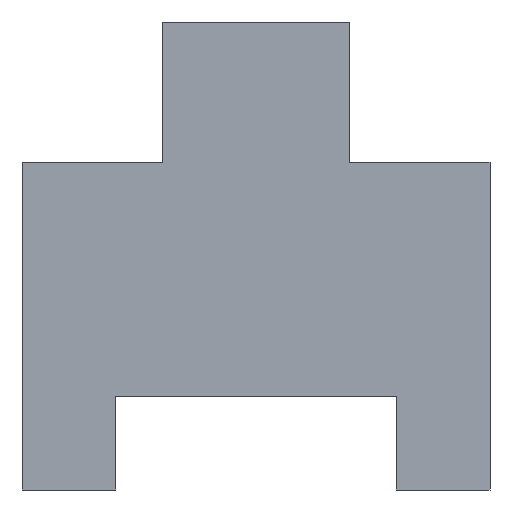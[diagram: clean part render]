
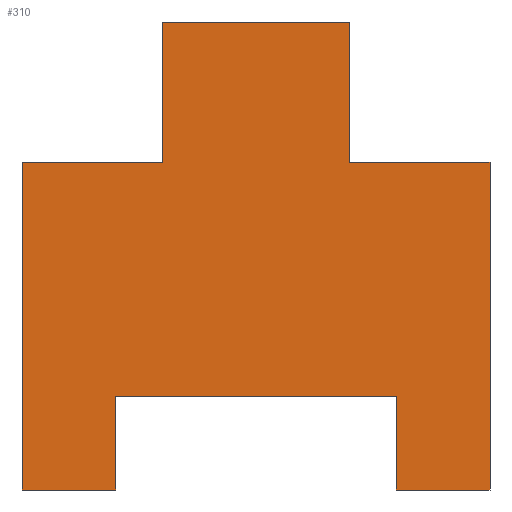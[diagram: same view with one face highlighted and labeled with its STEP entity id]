
A CAD part, front view. The second image highlights one B-rep face of the part: STEP entity #310.
In plain terms, the highlighted planar face has unit normal (0, -1, 0).
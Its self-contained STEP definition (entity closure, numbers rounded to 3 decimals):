
#55=ORIENTED_EDGE('',*,*,#130,.F.);
#56=ORIENTED_EDGE('',*,*,#131,.T.);
#57=ORIENTED_EDGE('',*,*,#124,.F.);
#58=ORIENTED_EDGE('',*,*,#132,.F.);
#59=ORIENTED_EDGE('',*,*,#133,.T.);
#60=ORIENTED_EDGE('',*,*,#134,.T.);
#61=ORIENTED_EDGE('',*,*,#128,.T.);
#62=ORIENTED_EDGE('',*,*,#135,.F.);
#63=ORIENTED_EDGE('',*,*,#136,.F.);
#64=ORIENTED_EDGE('',*,*,#137,.T.);
#65=ORIENTED_EDGE('',*,*,#126,.T.);
#66=ORIENTED_EDGE('',*,*,#107,.F.);
#107=EDGE_CURVE('',#146,#148,#175,.T.);
#124=EDGE_CURVE('',#162,#161,#191,.T.);
#126=EDGE_CURVE('',#163,#148,#193,.T.);
#128=EDGE_CURVE('',#165,#164,#195,.T.);
#130=EDGE_CURVE('',#166,#146,#197,.T.);
#131=EDGE_CURVE('',#166,#161,#198,.T.);
#132=EDGE_CURVE('',#167,#162,#199,.T.);
#133=EDGE_CURVE('',#167,#168,#200,.T.);
#134=EDGE_CURVE('',#168,#165,#201,.T.);
#135=EDGE_CURVE('',#169,#164,#202,.T.);
#136=EDGE_CURVE('',#170,#169,#203,.T.);
#137=EDGE_CURVE('',#170,#163,#204,.T.);
#146=VERTEX_POINT('',#439);
#148=VERTEX_POINT('',#442);
#161=VERTEX_POINT('',#472);
#162=VERTEX_POINT('',#474);
#163=VERTEX_POINT('',#478);
#164=VERTEX_POINT('',#482);
#165=VERTEX_POINT('',#484);
#166=VERTEX_POINT('',#488);
#167=VERTEX_POINT('',#491);
#168=VERTEX_POINT('',#493);
#169=VERTEX_POINT('',#496);
#170=VERTEX_POINT('',#498);
#175=LINE('',#441,#211);
#191=LINE('',#475,#227);
#193=LINE('',#479,#229);
#195=LINE('',#483,#231);
#197=LINE('',#487,#233);
#198=LINE('',#489,#234);
#199=LINE('',#490,#235);
#200=LINE('',#492,#236);
#201=LINE('',#494,#237);
#202=LINE('',#495,#238);
#203=LINE('',#497,#239);
#204=LINE('',#499,#240);
#211=VECTOR('',#361,1000.);
#227=VECTOR('',#383,1000.);
#229=VECTOR('',#387,1000.);
#231=VECTOR('',#391,1000.);
#233=VECTOR('',#395,1000.);
#234=VECTOR('',#396,1000.);
#235=VECTOR('',#397,1000.);
#236=VECTOR('',#398,1000.);
#237=VECTOR('',#399,1000.);
#238=VECTOR('',#400,1000.);
#239=VECTOR('',#401,1000.);
#240=VECTOR('',#402,1000.);
#252=EDGE_LOOP('',(#55,#56,#57,#58,#59,#60,#61,#62,#63,#64,#65,#66));
#274=FACE_BOUND('',#252,.T.);
#295=PLANE('',#341);
#310=ADVANCED_FACE('',(#274),#295,.F.);
#341=AXIS2_PLACEMENT_3D('',#486,#393,#394);
#361=DIRECTION('',(0.,0.,-1.));
#383=DIRECTION('',(1.,0.,0.));
#387=DIRECTION('',(1.,0.,0.));
#391=DIRECTION('',(1.,0.,0.));
#393=DIRECTION('',(0.,1.,0.));
#394=DIRECTION('',(0.,0.,1.));
#395=DIRECTION('',(1.,0.,0.));
#396=DIRECTION('',(0.,0.,1.));
#397=DIRECTION('',(0.,0.,1.));
#398=DIRECTION('',(-1.,0.,0.));
#399=DIRECTION('',(0.,0.,-1.));
#400=DIRECTION('',(0.,0.,-1.));
#401=DIRECTION('',(-1.,0.,0.));
#402=DIRECTION('',(0.,0.,-1.));
#439=CARTESIAN_POINT('',(25.,-50.,35.));
#441=CARTESIAN_POINT('',(25.,-50.,50.));
#442=CARTESIAN_POINT('',(25.,-50.,0.));
#472=CARTESIAN_POINT('',(10.,-50.,50.));
#474=CARTESIAN_POINT('',(-10.,-50.,50.));
#475=CARTESIAN_POINT('',(-25.,-50.,50.));
#478=CARTESIAN_POINT('',(15.,-50.,0.));
#479=CARTESIAN_POINT('',(-25.,-50.,0.));
#482=CARTESIAN_POINT('',(-15.,-50.,0.));
#483=CARTESIAN_POINT('',(-25.,-50.,0.));
#484=CARTESIAN_POINT('',(-25.,-50.,0.));
#486=CARTESIAN_POINT('',(-25.,-50.,50.));
#487=CARTESIAN_POINT('',(10.,-50.,35.));
#488=CARTESIAN_POINT('',(10.,-50.,35.));
#489=CARTESIAN_POINT('',(10.,-50.,35.));
#490=CARTESIAN_POINT('',(-10.,-50.,35.));
#491=CARTESIAN_POINT('',(-10.,-50.,35.));
#492=CARTESIAN_POINT('',(-10.,-50.,35.));
#493=CARTESIAN_POINT('',(-25.,-50.,35.));
#494=CARTESIAN_POINT('',(-25.,-50.,50.));
#495=CARTESIAN_POINT('',(-15.,-50.,10.));
#496=CARTESIAN_POINT('',(-15.,-50.,10.));
#497=CARTESIAN_POINT('',(15.,-50.,10.));
#498=CARTESIAN_POINT('',(15.,-50.,10.));
#499=CARTESIAN_POINT('',(15.,-50.,10.));
